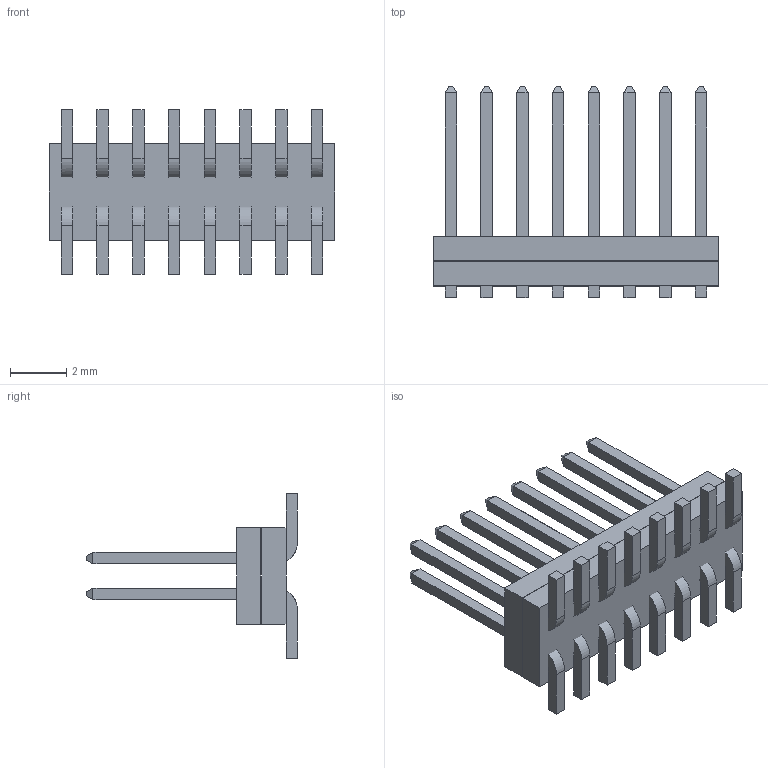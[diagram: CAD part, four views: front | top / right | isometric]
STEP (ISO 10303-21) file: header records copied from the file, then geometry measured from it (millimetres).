
FILE_DESCRIPTION(/* description */ ('STEP AP214'),/* implementation_level */ '2;1');
FILE_NAME(/* name */ 'FW-08-03-G-D-085-210',/* time_stamp */ '2023-08-02T19:37:45+02:00',/* author */ ('License CC BY-ND 4.0'),/* organization */ ('CADENAS'),/* preprocessor_version */ 'ST-DEVELOPER v19.3',/* originating_system */ 'PARTsolutions',/* authorisation */ ' ');
FILE_SCHEMA (('AUTOMOTIVE_DESIGN {1 0 10303 214 3 1 1}'));
Length unit declared in the file: inch
Products named in the file (5): FW-08-03-G-D-085-210; FW-08-03-G-D-085-210_top_body; FW-08-03-G-D-085-210_pins2; FW-08-03-G-D-085-210_pins1; FW-08-03-G-D-085-210_bottom_body
Assembly tree (4 placements, depth 2):
  FW-08-03-G-D-085-210
    FW-08-03-G-D-085-210_top_body
    FW-08-03-G-D-085-210_pins2
    FW-08-03-G-D-085-210_pins1
    FW-08-03-G-D-085-210_bottom_body
Bounding box: 10.16 x 7.49 x 5.84 mm (x, y, z)
Volume: 93.7 mm3; surface area: 498.3 mm2
Topology: 4 solids, 4 shells, 242 faces, 638 edges, 404 vertices
Faces by surface type: plane 238, cylinder 4
Entity records: 7424 total; most frequent: CARTESIAN_POINT 1289, ORIENTED_EDGE 1276, DIRECTION 1196, EDGE_CURVE 638, LINE 574, VECTOR 574, VERTEX_POINT 404, AXIS2_PLACEMENT_3D 311
